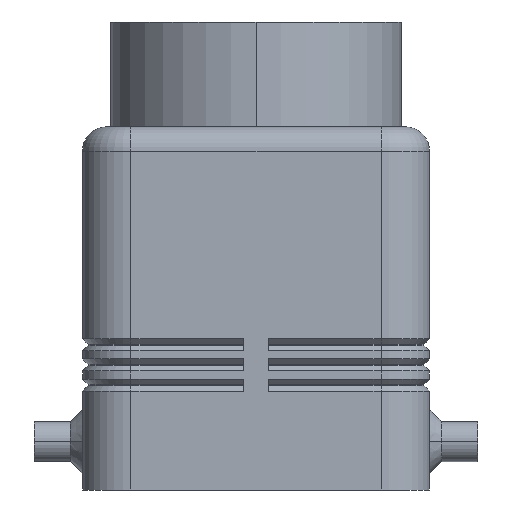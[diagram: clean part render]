
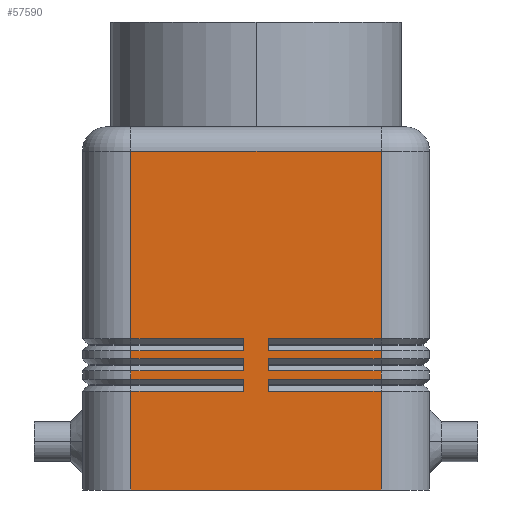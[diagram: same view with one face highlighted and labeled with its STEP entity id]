
A CAD part, left-side view. The second image highlights one B-rep face of the part: STEP entity #57590.
In plain terms, the highlighted planar face has unit normal (-1, 0, 0).
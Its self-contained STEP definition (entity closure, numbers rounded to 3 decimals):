
#1910=CARTESIAN_POINT('',(-46.75,-15.5,13.75));
#1920=VERTEX_POINT('',#1910);
#2360=CARTESIAN_POINT('',(-46.75,-15.5,12.25));
#2370=DIRECTION('',(0.,0.,-1.));
#2380=VECTOR('',#2370,1.);
#2390=LINE('',#2360,#2380);
#2400=CARTESIAN_POINT('',(-46.75,-15.5,12.25));
#2410=VERTEX_POINT('',#2400);
#2420=CARTESIAN_POINT('',(-46.75,-15.5,0.));
#2430=VERTEX_POINT('',#2420);
#2440=EDGE_CURVE('',#2410,#2430,#2390,.T.);
#4650=CARTESIAN_POINT('',(-46.75,-15.5,16.25));
#4660=VERTEX_POINT('',#4650);
#5100=CARTESIAN_POINT('',(-46.75,-15.5,14.75));
#5110=DIRECTION('',(0.,0.,-1.));
#5120=VECTOR('',#5110,1.);
#5130=LINE('',#5100,#5120);
#5140=CARTESIAN_POINT('',(-46.75,-15.5,14.75));
#5150=VERTEX_POINT('',#5140);
#5160=EDGE_CURVE('',#5150,#1920,#5130,.T.);
#6660=CARTESIAN_POINT('',(-46.75,-15.5,42.));
#6670=DIRECTION('',(0.,0.,-1.));
#6680=VECTOR('',#6670,1.);
#6690=LINE('',#6660,#6680);
#6700=CARTESIAN_POINT('',(-46.75,-15.5,42.));
#6710=VERTEX_POINT('',#6700);
#6720=CARTESIAN_POINT('',(-46.75,-15.5,18.75));
#6730=VERTEX_POINT('',#6720);
#6740=EDGE_CURVE('',#6710,#6730,#6690,.T.);
#8030=CARTESIAN_POINT('',(-46.75,-15.5,17.25));
#8040=DIRECTION('',(0.,0.,-1.));
#8050=VECTOR('',#8040,1.);
#8060=LINE('',#8030,#8050);
#8070=CARTESIAN_POINT('',(-46.75,-15.5,17.25));
#8080=VERTEX_POINT('',#8070);
#8090=EDGE_CURVE('',#8080,#4660,#8060,.T.);
#9740=CARTESIAN_POINT('',(-46.75,15.5,13.75));
#9750=VERTEX_POINT('',#9740);
#11060=CARTESIAN_POINT('',(-46.75,15.5,0.));
#11070=DIRECTION('',(0.,0.,1.));
#11080=VECTOR('',#11070,1.);
#11090=LINE('',#11060,#11080);
#11100=CARTESIAN_POINT('',(-46.75,15.5,0.));
#11110=VERTEX_POINT('',#11100);
#11120=CARTESIAN_POINT('',(-46.75,15.5,12.25));
#11130=VERTEX_POINT('',#11120);
#11140=EDGE_CURVE('',#11110,#11130,#11090,.T.);
#13210=CARTESIAN_POINT('',(-46.75,15.5,16.25));
#13220=DIRECTION('',(0.,0.,1.));
#13230=VECTOR('',#13220,1.);
#13240=LINE('',#13210,#13230);
#13250=CARTESIAN_POINT('',(-46.75,15.5,16.25));
#13260=VERTEX_POINT('',#13250);
#13270=CARTESIAN_POINT('',(-46.75,15.5,17.25));
#13280=VERTEX_POINT('',#13270);
#13290=EDGE_CURVE('',#13260,#13280,#13240,.T.);
#13700=CARTESIAN_POINT('',(-46.75,15.5,18.75));
#13710=DIRECTION('',(0.,0.,1.));
#13720=VECTOR('',#13710,1.);
#13730=LINE('',#13700,#13720);
#13740=CARTESIAN_POINT('',(-46.75,15.5,18.75));
#13750=VERTEX_POINT('',#13740);
#13760=CARTESIAN_POINT('',(-46.75,15.5,42.));
#13770=VERTEX_POINT('',#13760);
#13780=EDGE_CURVE('',#13750,#13770,#13730,.T.);
#14970=CARTESIAN_POINT('',(-46.75,15.5,13.75));
#14980=DIRECTION('',(0.,0.,1.));
#14990=VECTOR('',#14980,1.);
#15000=LINE('',#14970,#14990);
#15010=CARTESIAN_POINT('',(-46.75,15.5,14.75));
#15020=VERTEX_POINT('',#15010);
#15030=EDGE_CURVE('',#9750,#15020,#15000,.T.);
#21440=CARTESIAN_POINT('',(-46.75,15.5,42.));
#21450=DIRECTION('',(0.,-1.,0.));
#21460=VECTOR('',#21450,1.);
#21470=LINE('',#21440,#21460);
#21480=EDGE_CURVE('',#13770,#6710,#21470,.T.);
#51010=CARTESIAN_POINT('',(-46.75,1.5,17.25));
#51020=VERTEX_POINT('',#51010);
#51050=CARTESIAN_POINT('',(-46.75,0.,17.25));
#51060=DIRECTION('',(-0.,-1.,0.));
#51070=VECTOR('',#51060,1.);
#51080=LINE('',#51050,#51070);
#51090=EDGE_CURVE('',#13280,#51020,#51080,.T.);
#54170=CARTESIAN_POINT('',(-46.75,0.,18.75));
#54180=DIRECTION('',(0.,1.,0.));
#54190=VECTOR('',#54180,1.);
#54200=LINE('',#54170,#54190);
#54210=CARTESIAN_POINT('',(-46.75,1.5,18.75));
#54220=VERTEX_POINT('',#54210);
#54230=EDGE_CURVE('',#54220,#13750,#54200,.T.);
#54980=CARTESIAN_POINT('',(-46.75,1.5,14.75));
#54990=VERTEX_POINT('',#54980);
#55020=CARTESIAN_POINT('',(-46.75,0.,14.75));
#55030=DIRECTION('',(-0.,-1.,0.));
#55040=VECTOR('',#55030,1.);
#55050=LINE('',#55020,#55040);
#55060=EDGE_CURVE('',#15020,#54990,#55050,.T.);
#56260=CARTESIAN_POINT('',(-46.75,-18.6,-4.2));
#56270=DIRECTION('',(-1.,0.,0.));
#56280=DIRECTION('',(0.,1.,0.));
#56290=AXIS2_PLACEMENT_3D('',#56260,#56270,#56280);
#56300=PLANE('',#56290);
#56310=ORIENTED_EDGE('',*,*,#6740,.F.);
#56320=CARTESIAN_POINT('',(-46.75,0.,18.75));
#56330=DIRECTION('',(-0.,1.,0.));
#56340=VECTOR('',#56330,1.);
#56350=LINE('',#56320,#56340);
#56360=CARTESIAN_POINT('',(-46.75,-1.5,18.75));
#56370=VERTEX_POINT('',#56360);
#56380=EDGE_CURVE('',#6730,#56370,#56350,.T.);
#56390=ORIENTED_EDGE('',*,*,#56380,.F.);
#56400=CARTESIAN_POINT('',(-46.75,-1.5,0.));
#56410=DIRECTION('',(-0.,-0.,-1.));
#56420=VECTOR('',#56410,1.);
#56430=LINE('',#56400,#56420);
#56440=CARTESIAN_POINT('',(-46.75,-1.5,17.25));
#56450=VERTEX_POINT('',#56440);
#56460=EDGE_CURVE('',#56370,#56450,#56430,.T.);
#56470=ORIENTED_EDGE('',*,*,#56460,.F.);
#56480=CARTESIAN_POINT('',(-46.75,0.,17.25));
#56490=DIRECTION('',(-0.,-1.,0.));
#56500=VECTOR('',#56490,1.);
#56510=LINE('',#56480,#56500);
#56520=EDGE_CURVE('',#56450,#8080,#56510,.T.);
#56530=ORIENTED_EDGE('',*,*,#56520,.F.);
#56540=ORIENTED_EDGE('',*,*,#8090,.F.);
#56550=CARTESIAN_POINT('',(-46.75,0.,16.25));
#56560=DIRECTION('',(-0.,1.,0.));
#56570=VECTOR('',#56560,1.);
#56580=LINE('',#56550,#56570);
#56590=CARTESIAN_POINT('',(-46.75,-1.5,16.25));
#56600=VERTEX_POINT('',#56590);
#56610=EDGE_CURVE('',#4660,#56600,#56580,.T.);
#56620=ORIENTED_EDGE('',*,*,#56610,.F.);
#56630=CARTESIAN_POINT('',(-46.75,-1.5,0.));
#56640=DIRECTION('',(-0.,-0.,-1.));
#56650=VECTOR('',#56640,1.);
#56660=LINE('',#56630,#56650);
#56670=CARTESIAN_POINT('',(-46.75,-1.5,14.75));
#56680=VERTEX_POINT('',#56670);
#56690=EDGE_CURVE('',#56600,#56680,#56660,.T.);
#56700=ORIENTED_EDGE('',*,*,#56690,.F.);
#56710=CARTESIAN_POINT('',(-46.75,0.,14.75));
#56720=DIRECTION('',(-0.,-1.,0.));
#56730=VECTOR('',#56720,1.);
#56740=LINE('',#56710,#56730);
#56750=EDGE_CURVE('',#56680,#5150,#56740,.T.);
#56760=ORIENTED_EDGE('',*,*,#56750,.F.);
#56770=ORIENTED_EDGE('',*,*,#5160,.F.);
#56780=CARTESIAN_POINT('',(-46.75,0.,13.75));
#56790=DIRECTION('',(-0.,1.,0.));
#56800=VECTOR('',#56790,1.);
#56810=LINE('',#56780,#56800);
#56820=CARTESIAN_POINT('',(-46.75,-1.5,13.75));
#56830=VERTEX_POINT('',#56820);
#56840=EDGE_CURVE('',#1920,#56830,#56810,.T.);
#56850=ORIENTED_EDGE('',*,*,#56840,.F.);
#56860=CARTESIAN_POINT('',(-46.75,-1.5,0.));
#56870=DIRECTION('',(-0.,-0.,-1.));
#56880=VECTOR('',#56870,1.);
#56890=LINE('',#56860,#56880);
#56900=CARTESIAN_POINT('',(-46.75,-1.5,12.25));
#56910=VERTEX_POINT('',#56900);
#56920=EDGE_CURVE('',#56830,#56910,#56890,.T.);
#56930=ORIENTED_EDGE('',*,*,#56920,.F.);
#56940=CARTESIAN_POINT('',(-46.75,0.,12.25));
#56950=DIRECTION('',(-0.,-1.,0.));
#56960=VECTOR('',#56950,1.);
#56970=LINE('',#56940,#56960);
#56980=EDGE_CURVE('',#56910,#2410,#56970,.T.);
#56990=ORIENTED_EDGE('',*,*,#56980,.F.);
#57000=ORIENTED_EDGE('',*,*,#2440,.F.);
#57010=CARTESIAN_POINT('',(-46.75,0.,-0.));
#57020=DIRECTION('',(-0.,1.,0.));
#57030=VECTOR('',#57020,1.);
#57040=LINE('',#57010,#57030);
#57050=EDGE_CURVE('',#2430,#11110,#57040,.T.);
#57060=ORIENTED_EDGE('',*,*,#57050,.F.);
#57070=ORIENTED_EDGE('',*,*,#11140,.F.);
#57080=CARTESIAN_POINT('',(-46.75,0.,12.25));
#57090=DIRECTION('',(-0.,-1.,0.));
#57100=VECTOR('',#57090,1.);
#57110=LINE('',#57080,#57100);
#57120=CARTESIAN_POINT('',(-46.75,1.5,12.25));
#57130=VERTEX_POINT('',#57120);
#57140=EDGE_CURVE('',#11130,#57130,#57110,.T.);
#57150=ORIENTED_EDGE('',*,*,#57140,.F.);
#57160=CARTESIAN_POINT('',(-46.75,1.5,0.));
#57170=DIRECTION('',(-0.,-0.,1.));
#57180=VECTOR('',#57170,1.);
#57190=LINE('',#57160,#57180);
#57200=CARTESIAN_POINT('',(-46.75,1.5,13.75));
#57210=VERTEX_POINT('',#57200);
#57220=EDGE_CURVE('',#57130,#57210,#57190,.T.);
#57230=ORIENTED_EDGE('',*,*,#57220,.F.);
#57240=CARTESIAN_POINT('',(-46.75,0.,13.75));
#57250=DIRECTION('',(-0.,1.,0.));
#57260=VECTOR('',#57250,1.);
#57270=LINE('',#57240,#57260);
#57280=EDGE_CURVE('',#57210,#9750,#57270,.T.);
#57290=ORIENTED_EDGE('',*,*,#57280,.F.);
#57300=ORIENTED_EDGE('',*,*,#15030,.F.);
#57310=ORIENTED_EDGE('',*,*,#55060,.F.);
#57320=CARTESIAN_POINT('',(-46.75,1.5,0.));
#57330=DIRECTION('',(-0.,-0.,1.));
#57340=VECTOR('',#57330,1.);
#57350=LINE('',#57320,#57340);
#57360=CARTESIAN_POINT('',(-46.75,1.5,16.25));
#57370=VERTEX_POINT('',#57360);
#57380=EDGE_CURVE('',#54990,#57370,#57350,.T.);
#57390=ORIENTED_EDGE('',*,*,#57380,.F.);
#57400=CARTESIAN_POINT('',(-46.75,0.,16.25));
#57410=DIRECTION('',(-0.,1.,0.));
#57420=VECTOR('',#57410,1.);
#57430=LINE('',#57400,#57420);
#57440=EDGE_CURVE('',#57370,#13260,#57430,.T.);
#57450=ORIENTED_EDGE('',*,*,#57440,.F.);
#57460=ORIENTED_EDGE('',*,*,#13290,.F.);
#57470=ORIENTED_EDGE('',*,*,#51090,.F.);
#57480=CARTESIAN_POINT('',(-46.75,1.5,0.));
#57490=DIRECTION('',(-0.,-0.,1.));
#57500=VECTOR('',#57490,1.);
#57510=LINE('',#57480,#57500);
#57520=EDGE_CURVE('',#51020,#54220,#57510,.T.);
#57530=ORIENTED_EDGE('',*,*,#57520,.F.);
#57540=ORIENTED_EDGE('',*,*,#54230,.F.);
#57550=ORIENTED_EDGE('',*,*,#13780,.F.);
#57560=ORIENTED_EDGE('',*,*,#21480,.F.);
#57570=EDGE_LOOP('',(#57560,#57550,#57540,#57530,#57470,#57460,#57450,
#57390,#57310,#57300,#57290,#57230,#57150,#57070,#57060,#57000,#56990,
#56930,#56850,#56770,#56760,#56700,#56620,#56540,#56530,#56470,#56390,
#56310));
#57580=FACE_OUTER_BOUND('',#57570,.T.);
#57590=ADVANCED_FACE('',(#57580),#56300,.T.);
